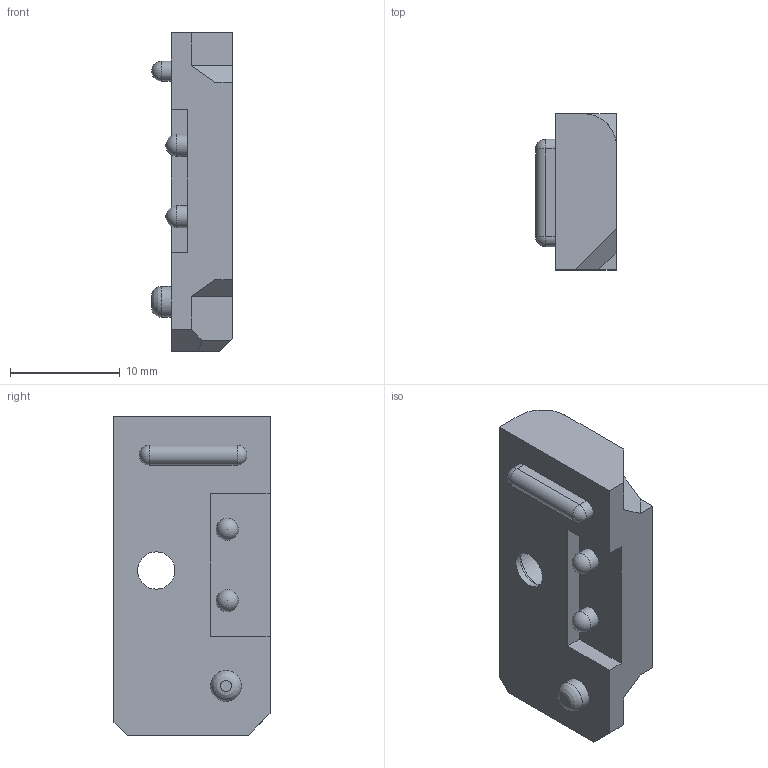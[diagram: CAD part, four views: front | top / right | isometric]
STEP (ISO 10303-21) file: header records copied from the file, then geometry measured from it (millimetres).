
FILE_DESCRIPTION(/* description */ (''),/* implementation_level */ '2;1');
FILE_NAME(/* name */ 'Y endstop Cap.step',/* time_stamp */ '2025-08-31T07:26:39-05:00',/* author */ (''),/* organization */ (''),/* preprocessor_version */ 'ST-DEVELOPER v20.1',/* originating_system */ 'Autodesk Translation Framework v14.10.0.0',/* authorisation */ '');
FILE_SCHEMA (('AUTOMOTIVE_DESIGN { 1 0 10303 214 3 1 1 }'));
Length unit declared in the file: millimetre
Products named in the file (1): Y endstop Cap
Bounding box: 7.37 x 14.2 x 29 mm (x, y, z)
Volume: 2019 mm3; surface area: 1361.3 mm2
Topology: 1 solids, 1 shells, 47 faces, 125 edges, 78 vertices
Faces by surface type: plane 24, cylinder 14, sphere 4, bspline 3, torus 1, cone 1
Full cylindrical faces by diameter (mm): 2 x2, 2.8 x1, 3.4 x1, 4.7 x1
Entity records: 1544 total; most frequent: CARTESIAN_POINT 354, ORIENTED_EDGE 238, DIRECTION 236, EDGE_CURVE 119, AXIS2_PLACEMENT_3D 79, LINE 78, VECTOR 78, VERTEX_POINT 78
